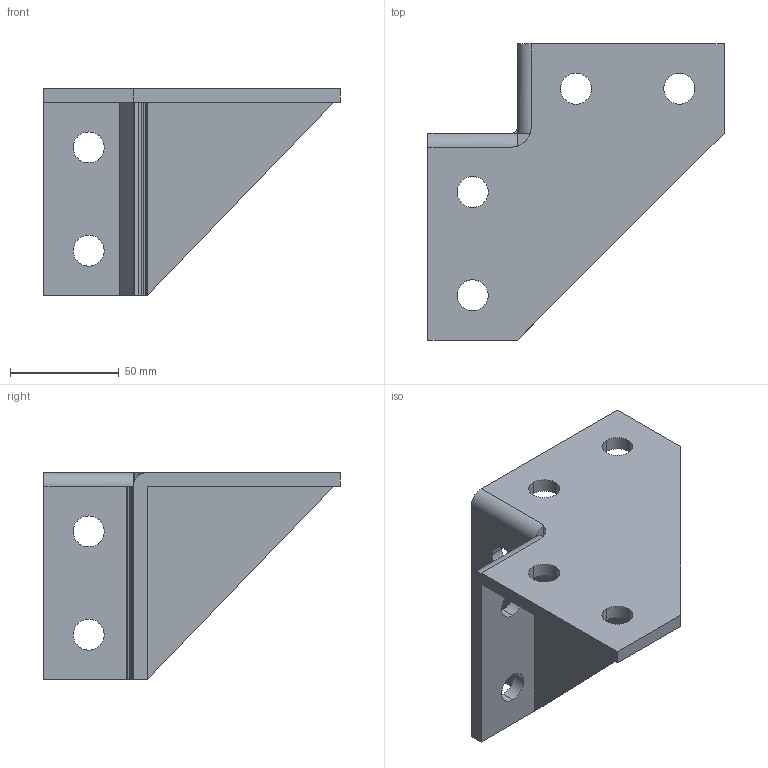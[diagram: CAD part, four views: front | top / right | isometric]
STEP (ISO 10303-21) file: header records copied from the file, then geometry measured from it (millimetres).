
FILE_DESCRIPTION(('TurboCAD Mac Pro'),'Build 980');
FILE_NAME('P2245.stp',' ',(''),(''),'ACIS Interop','IMSI','TurboCAD Mac Pro BY IMSI, INCORPORATED');
FILE_SCHEMA(('automotive_design'));
Length unit declared in the file: inch
Products named in the file (1): 1
Bounding box: 136.27 x 136.27 x 95.25 mm (x, y, z)
Volume: 166323.8 mm3; surface area: 59546.3 mm2
Topology: 1 solids, 1 shells, 82 faces, 227 edges, 146 vertices
Faces by surface type: plane 48, bspline 32, cylinder 2
Entity records: 3725 total; most frequent: CARTESIAN_POINT 1128, ORIENTED_EDGE 466, DIRECTION 273, EDGE_CURVE 227, LINE 155, VECTOR 155, VERTEX_POINT 146, EDGE_LOOP 98
